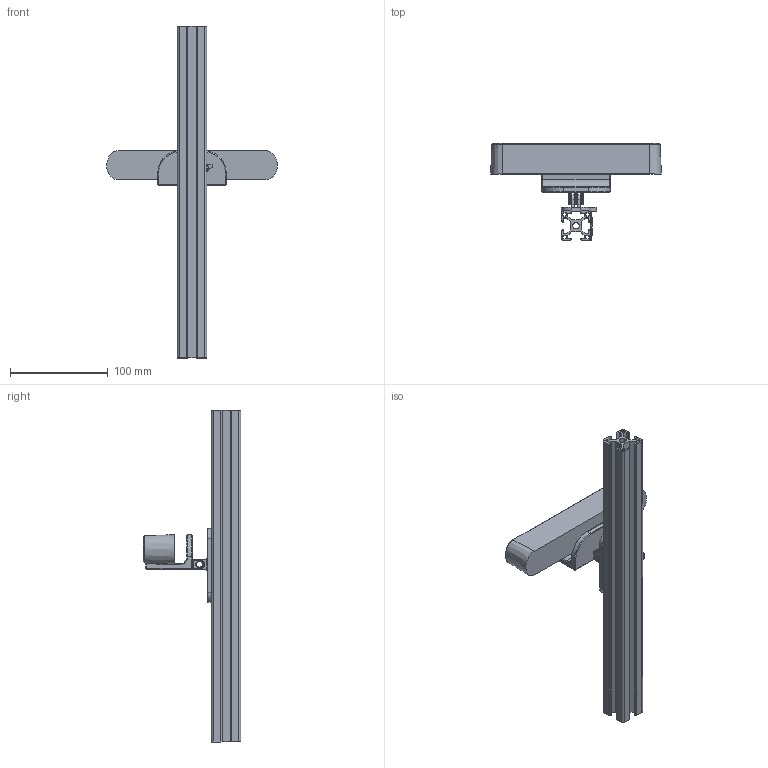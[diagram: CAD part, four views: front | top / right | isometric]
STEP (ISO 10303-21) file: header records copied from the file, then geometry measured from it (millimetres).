
FILE_DESCRIPTION(/* description */ (''),/* implementation_level */ '2;1');
FILE_NAME(/* name */ 'ZED 2 Stereo Camera Mount.step',/* time_stamp */ '2024-12-04T13:50:58+08:00',/* author */ (''),/* organization */ (''),/* preprocessor_version */ 'ST-DEVELOPER v20',/* originating_system */ 'Autodesk Translation Framework v13.20.0.188',/* authorisation */ '');
FILE_SCHEMA (('AUTOMOTIVE_DESIGN { 1 0 10303 214 3 1 1 }'));
Length unit declared in the file: millimetre
Products named in the file (4): ZED2 camera mount; ZED Outer hull; Mount v2; Aluminium profile 30x30
Assembly tree (3 placements, depth 2):
  ZED2 camera mount
    ZED Outer hull
    Mount v2
    Aluminium profile 30x30
Bounding box: 174.71 x 99.7 x 340 mm (x, y, z)
Volume: 302663 mm3; surface area: 147280.4 mm2
Topology: 5 solids, 5 shells, 362 faces, 946 edges, 592 vertices
Faces by surface type: plane 158, cylinder 95, bspline 81, torus 28
Full cylindrical faces by diameter (mm): 2.478 x1, 2.529 x2, 3.529 x2, 6 x7, 6.8 x1, 19.2 x2
Entity records: 15193 total; most frequent: CARTESIAN_POINT 6508, ORIENTED_EDGE 1860, DIRECTION 1605, EDGE_CURVE 930, VERTEX_POINT 592, LINE 547, VECTOR 547, AXIS2_PLACEMENT_3D 529
